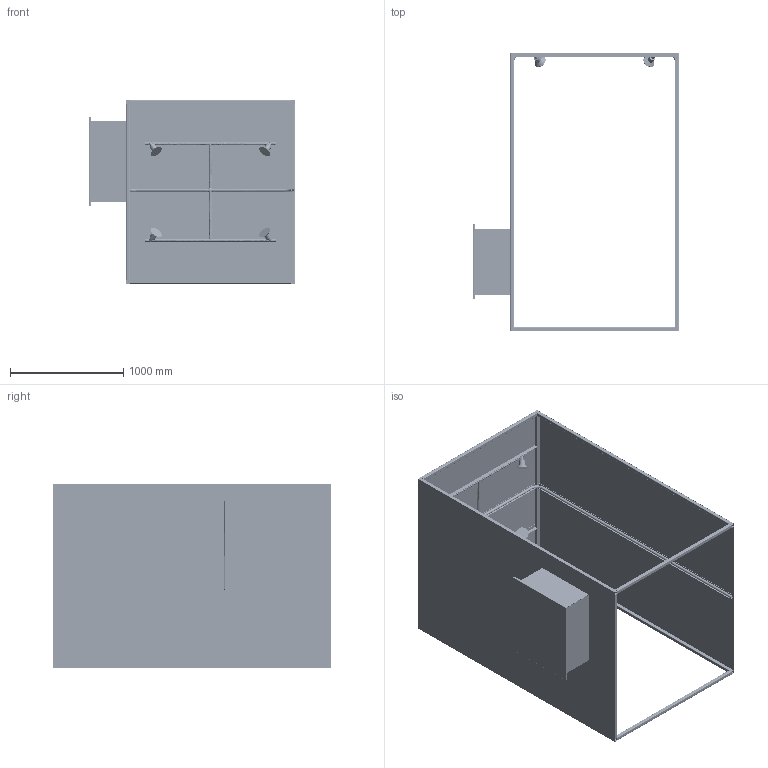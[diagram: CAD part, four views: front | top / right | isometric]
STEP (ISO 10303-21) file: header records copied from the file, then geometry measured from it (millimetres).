
FILE_DESCRIPTION(('FreeCAD Model'),'2;1');
FILE_NAME('Open CASCADE Shape Model','2025-04-29T23:06:19',('FreeCAD'),( 'FreeCAD'),'Open CASCADE STEP processor 7.6','FreeCAD','Unknown');
FILE_SCHEMA(('AUTOMOTIVE_DESIGN { 1 0 10303 214 1 1 1 1 }'));
Products named in the file (1): Open CASCADE STEP translator 7.6 1
Bounding box: 1815.2 x 2461.87 x 1617.48 mm (x, y, z)
Volume: 15068040.2 mm3; surface area: 31974520.2 mm2
Topology: 21 solids, 48 shells, 7599 faces, 17376 edges, 11521 vertices
Faces by surface type: bspline 7599
Entity records: 262578 total; most frequent: CARTESIAN_POINT 159930, ORIENTED_EDGE 34666, EDGE_CURVE 17374, VERTEX_POINT 11521, FACE_BOUND 10504, EDGE_LOOP 10504, ADVANCED_FACE 7599, B_SPLINE_CURVE_WITH_KNOTS 7583
